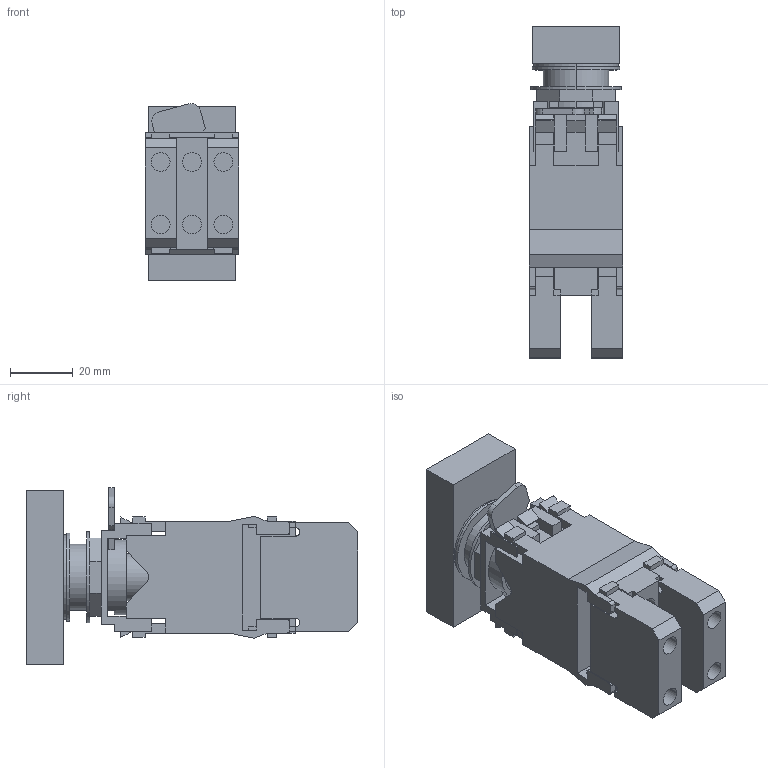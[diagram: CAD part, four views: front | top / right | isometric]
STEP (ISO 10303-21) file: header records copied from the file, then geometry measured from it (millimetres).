
FILE_DESCRIPTION (( 'STEP AP214' ), '1' );
FILE_NAME ('E22DB1B20X11C.step', '2018-07-05T19:20:14', ( '' ), ( '' ), 'SwSTEP 2.0', 'SolidWorks 2017', '' );
FILE_SCHEMA (( 'AUTOMOTIVE_DESIGN' ));
Length unit declared in the file: millimetre
Products named in the file (1): E22DB1B20X11C
Bounding box: 30 x 106 x 56.48 mm (x, y, z)
Volume: 91016.8 mm3; surface area: 40512.9 mm2
Topology: 11 solids, 11 shells, 398 faces, 1097 edges, 714 vertices
Faces by surface type: plane 342, cylinder 56
Entity records: 13113 total; most frequent: CARTESIAN_POINT 2210, ORIENTED_EDGE 2194, DIRECTION 2023, EDGE_CURVE 1097, VECTOR 969, LINE 969, VERTEX_POINT 714, AXIS2_PLACEMENT_3D 527
